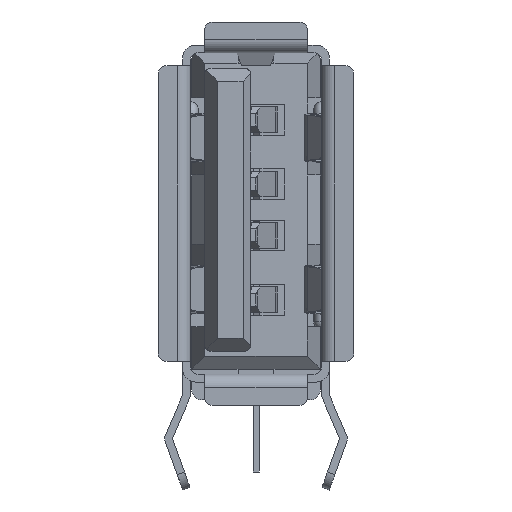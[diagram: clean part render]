
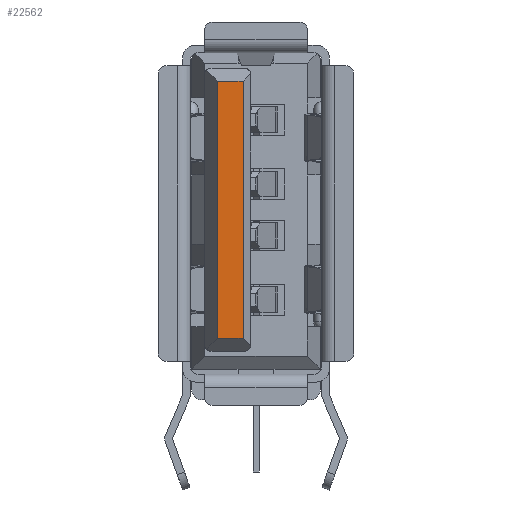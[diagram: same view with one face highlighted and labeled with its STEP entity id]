
A CAD part, left-side view. The second image highlights one B-rep face of the part: STEP entity #22562.
In plain terms, the highlighted planar face has unit normal (-1, 0, 0).
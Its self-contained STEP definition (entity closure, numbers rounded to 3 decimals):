
#228 = VERTEX_POINT ( 'NONE', #13266 ) ;
#1330 = CARTESIAN_POINT ( 'NONE',  ( -16.472, 4., 1.586 ) ) ;
#1388 = DIRECTION ( 'NONE',  ( 0., -1., 0. ) ) ;
#3111 = LINE ( 'NONE', #22024, #19048 ) ;
#3823 = FACE_OUTER_BOUND ( 'NONE', #5525, .T. ) ;
#3920 = VERTEX_POINT ( 'NONE', #15607 ) ;
#4255 = EDGE_CURVE ( 'NONE', #3920, #17109, #22026, .T. ) ;
#4394 = VECTOR ( 'NONE', #22945, 1000. ) ;
#5525 = EDGE_LOOP ( 'NONE', ( #16395, #28444, #5691, #23875 ) ) ;
#5691 = ORIENTED_EDGE ( 'NONE', *, *, #4255, .F. ) ;
#6911 = CARTESIAN_POINT ( 'NONE',  ( -16.472, 1.5, 11.586 ) ) ;
#8891 = CARTESIAN_POINT ( 'NONE',  ( -16.472, 3., 11.586 ) ) ;
#9201 = CARTESIAN_POINT ( 'NONE',  ( -16.472, 3., -7.914 ) ) ;
#9256 = EDGE_CURVE ( 'NONE', #17109, #228, #3111, .T. ) ;
#9563 = LINE ( 'NONE', #6911, #15002 ) ;
#10406 = DIRECTION ( 'NONE',  ( 0., 1., 0. ) ) ;
#10522 = CARTESIAN_POINT ( 'NONE',  ( -16.472, 1.5, 1.586 ) ) ;
#10569 = VECTOR ( 'NONE', #10406, 1000. ) ;
#11437 = AXIS2_PLACEMENT_3D ( 'NONE', #28499, #14907, #1388 ) ;
#11512 = DIRECTION ( 'NONE',  ( 0., -1., 0. ) ) ;
#12349 = EDGE_CURVE ( 'NONE', #228, #13852, #9563, .T. ) ;
#13266 = CARTESIAN_POINT ( 'NONE',  ( -16.472, 4., 11.586 ) ) ;
#13852 = VERTEX_POINT ( 'NONE', #8891 ) ;
#14907 = DIRECTION ( 'NONE',  ( -1., 0., 0. ) ) ;
#15002 = VECTOR ( 'NONE', #11512, 1000. ) ;
#15607 = CARTESIAN_POINT ( 'NONE',  ( -16.472, 3., 1.586 ) ) ;
#16395 = ORIENTED_EDGE ( 'NONE', *, *, #12349, .F. ) ;
#16454 = LINE ( 'NONE', #9201, #4394 ) ;
#17109 = VERTEX_POINT ( 'NONE', #1330 ) ;
#18106 = DIRECTION ( 'NONE',  ( 0., 0., 1. ) ) ;
#19048 = VECTOR ( 'NONE', #18106, 1000. ) ;
#22024 = CARTESIAN_POINT ( 'NONE',  ( -16.472, 4., -7.914 ) ) ;
#22026 = LINE ( 'NONE', #10522, #10569 ) ;
#22562 = ADVANCED_FACE ( 'NONE', ( #3823 ), #23985, .T. ) ;
#22945 = DIRECTION ( 'NONE',  ( 0., 0., 1. ) ) ;
#23875 = ORIENTED_EDGE ( 'NONE', *, *, #24636, .T. ) ;
#23985 = PLANE ( 'NONE',  #11437 ) ;
#24636 = EDGE_CURVE ( 'NONE', #3920, #13852, #16454, .T. ) ;
#28444 = ORIENTED_EDGE ( 'NONE', *, *, #9256, .F. ) ;
#28499 = CARTESIAN_POINT ( 'NONE',  ( -16.472, 3., -7.914 ) ) ;
